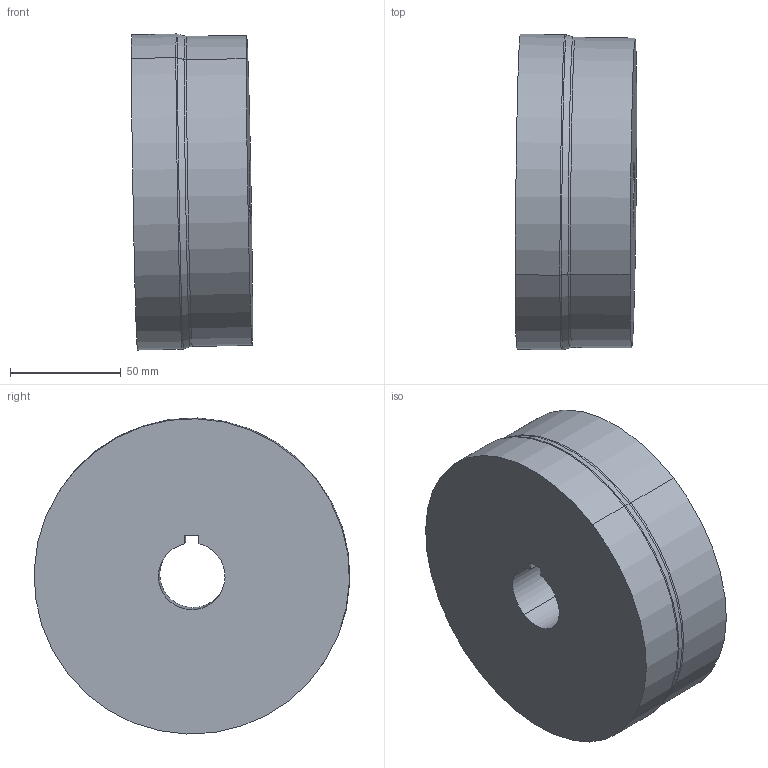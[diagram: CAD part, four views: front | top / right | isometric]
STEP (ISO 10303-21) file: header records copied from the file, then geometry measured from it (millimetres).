
FILE_DESCRIPTION( ( 'STEP AP203' ), '1' );
FILE_NAME( ' ', ' ', ( ' ' ), ( ' ' ), 'PSStep 10.1', ' ', ' ' );
FILE_SCHEMA( ( 'CONFIG_CONTROL_DESIGN' ) );
Length unit declared in the file: millimetre
Products named in the file (1): 1
Bounding box: 54.68 x 142.4 x 142.52 mm (x, y, z)
Volume: 769470.9 mm3; surface area: 58030.6 mm2
Topology: 1 solids, 1 shells, 18 faces, 40 edges, 24 vertices
Faces by surface type: plane 5, cylinder 5, torus 4, revolution 2, cone 2
Entity records: 560 total; most frequent: CARTESIAN_POINT 97, DIRECTION 96, ORIENTED_EDGE 80, EDGE_CURVE 40, AXIS2_PLACEMENT_3D 39, VERTEX_POINT 24, CIRCLE 22, EDGE_LOOP 20
